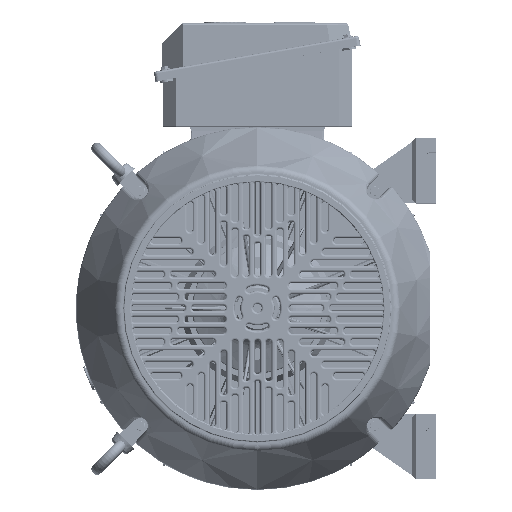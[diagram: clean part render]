
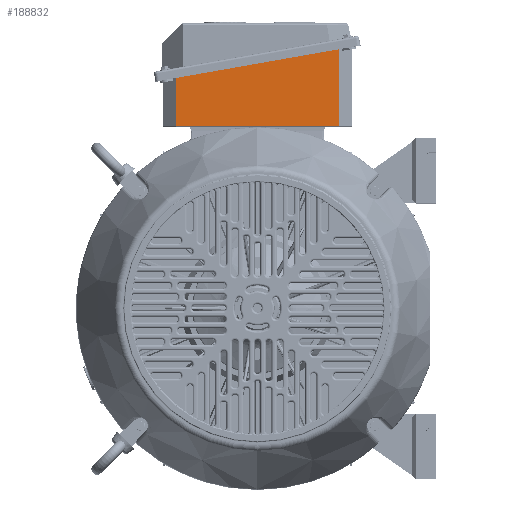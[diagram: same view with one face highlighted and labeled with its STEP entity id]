
A CAD part, top view. The second image highlights one B-rep face of the part: STEP entity #188832.
In plain terms, the highlighted planar face has unit normal (0, 0, 1).
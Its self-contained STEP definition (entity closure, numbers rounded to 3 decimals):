
#181273 = CARTESIAN_POINT ( 'NONE',  ( 249.772, 112.662, 121. ) ) ;
#181275 = DIRECTION ( 'NONE',  ( 0.985, 0.174, 0. ) ) ;
#181277 = VECTOR ( 'NONE', #181275, 1000. ) ;
#181278 = CARTESIAN_POINT ( 'NONE',  ( -11.735, 66.552, 121. ) ) ;
#181280 = LINE ( 'NONE', #181278, #181277 ) ;
#181304 = CARTESIAN_POINT ( 'NONE',  ( 18.929, 71.959, 121. ) ) ;
#181524 = DIRECTION ( 'NONE',  ( 0., -1., 0. ) ) ;
#181526 = VECTOR ( 'NONE', #181524, 1000. ) ;
#181529 = CARTESIAN_POINT ( 'NONE',  ( 18.929, 0., 121. ) ) ;
#181533 = LINE ( 'NONE', #181529, #181526 ) ;
#181605 = CARTESIAN_POINT ( 'NONE',  ( 249.772, 4., 121. ) ) ;
#181610 = DIRECTION ( 'NONE',  ( 0., 1., 0. ) ) ;
#181612 = VECTOR ( 'NONE', #181610, 1000. ) ;
#181615 = CARTESIAN_POINT ( 'NONE',  ( 249.772, 0., 121. ) ) ;
#181617 = LINE ( 'NONE', #181615, #181612 ) ;
#181740 = CARTESIAN_POINT ( 'NONE',  ( 18.929, 4., 121. ) ) ;
#185978 = VERTEX_POINT ( 'NONE', #181304 ) ;
#185995 = EDGE_CURVE ( 'NONE', #185978, #186001, #181280, .T. ) ;
#186001 = VERTEX_POINT ( 'NONE', #181273 ) ;
#186089 = EDGE_CURVE ( 'NONE', #186095, #186001, #181617, .T. ) ;
#186095 = VERTEX_POINT ( 'NONE', #181605 ) ;
#186122 = EDGE_CURVE ( 'NONE', #185978, #186249, #181533, .T. ) ;
#186249 = VERTEX_POINT ( 'NONE', #181740 ) ;
#187819 = PLANE ( 'NONE',  #188021 ) ;
#187821 = FACE_OUTER_BOUND ( 'NONE', #188834, .T. ) ;
#187944 = DIRECTION ( 'NONE',  ( 1., 0., 0. ) ) ;
#187945 = VECTOR ( 'NONE', #187944, 1000. ) ;
#187946 = CARTESIAN_POINT ( 'NONE',  ( 0., 4., 121. ) ) ;
#187951 = LINE ( 'NONE', #187946, #187945 ) ;
#188009 = DIRECTION ( 'NONE',  ( -1., 0., 0. ) ) ;
#188013 = DIRECTION ( 'NONE',  ( 0., 0., -1. ) ) ;
#188014 = CARTESIAN_POINT ( 'NONE',  ( 0., 0., 121. ) ) ;
#188021 = AXIS2_PLACEMENT_3D ( 'NONE', #188014, #188013, #188009 ) ;
#188591 = ORIENTED_EDGE ( 'NONE', *, *, #185995, .F. ) ;
#188832 = ADVANCED_FACE ( 'NONE', ( #187821 ), #187819, .F. ) ;
#188834 = EDGE_LOOP ( 'NONE', ( #188848, #188856, #188876, #188591 ) ) ;
#188848 = ORIENTED_EDGE ( 'NONE', *, *, #186122, .T. ) ;
#188856 = ORIENTED_EDGE ( 'NONE', *, *, #188862, .T. ) ;
#188862 = EDGE_CURVE ( 'NONE', #186249, #186095, #187951, .T. ) ;
#188876 = ORIENTED_EDGE ( 'NONE', *, *, #186089, .T. ) ;
